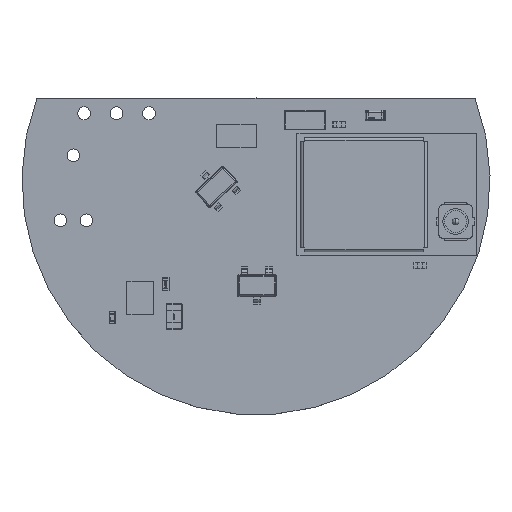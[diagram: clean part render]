
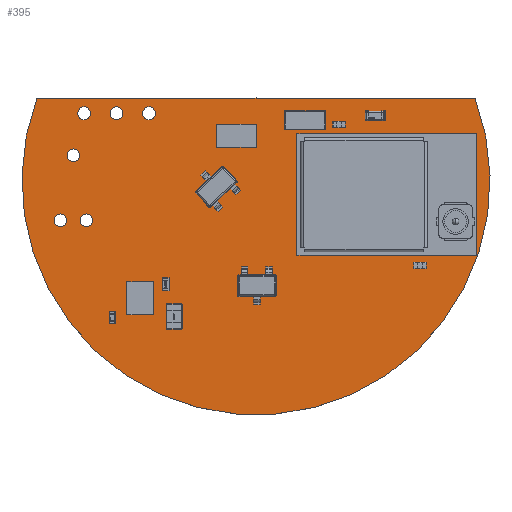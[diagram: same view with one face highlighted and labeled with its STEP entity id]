
A CAD part, top view. The second image highlights one B-rep face of the part: STEP entity #395.
In plain terms, the highlighted planar face has unit normal (0, 0, 1).
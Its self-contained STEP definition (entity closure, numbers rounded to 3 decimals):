
#112 = VERTEX_POINT('',#113);
#113 = CARTESIAN_POINT('',(0.,0.,1.42));
#119 = EDGE_CURVE('',#112,#120,#122,.T.);
#120 = VERTEX_POINT('',#121);
#121 = CARTESIAN_POINT('',(34.25,0.,1.42));
#122 = CIRCLE('',#123,18.3);
#123 = AXIS2_PLACEMENT_3D('',#124,#125,#126);
#124 = CARTESIAN_POINT('',(17.125,-6.452,1.42));
#125 = DIRECTION('',(0.,0.,1.));
#126 = DIRECTION('',(-0.936,0.353,-0.));
#152 = EDGE_CURVE('',#120,#112,#153,.T.);
#153 = LINE('',#154,#155);
#154 = CARTESIAN_POINT('',(34.25,0.,1.42));
#155 = VECTOR('',#156,1.);
#156 = DIRECTION('',(-1.,0.,0.));
#176 = VERTEX_POINT('',#177);
#177 = CARTESIAN_POINT('',(2.329,-9.54,1.42));
#183 = EDGE_CURVE('',#176,#176,#184,.T.);
#184 = CIRCLE('',#185,0.495);
#185 = AXIS2_PLACEMENT_3D('',#186,#187,#188);
#186 = CARTESIAN_POINT('',(1.834,-9.54,1.42));
#187 = DIRECTION('',(0.,0.,1.));
#188 = DIRECTION('',(1.,0.,-0.));
#209 = VERTEX_POINT('',#210);
#210 = CARTESIAN_POINT('',(3.345,-4.46,1.42));
#216 = EDGE_CURVE('',#209,#209,#217,.T.);
#217 = CIRCLE('',#218,0.495);
#218 = AXIS2_PLACEMENT_3D('',#219,#220,#221);
#219 = CARTESIAN_POINT('',(2.85,-4.46,1.42));
#220 = DIRECTION('',(0.,0.,1.));
#221 = DIRECTION('',(1.,0.,-0.));
#242 = VERTEX_POINT('',#243);
#243 = CARTESIAN_POINT('',(4.18,-1.173,1.42));
#249 = EDGE_CURVE('',#242,#242,#250,.T.);
#250 = CIRCLE('',#251,0.5);
#251 = AXIS2_PLACEMENT_3D('',#252,#253,#254);
#252 = CARTESIAN_POINT('',(3.68,-1.173,1.42));
#253 = DIRECTION('',(0.,0.,1.));
#254 = DIRECTION('',(1.,0.,-0.));
#275 = VERTEX_POINT('',#276);
#276 = CARTESIAN_POINT('',(4.361,-9.54,1.42));
#282 = EDGE_CURVE('',#275,#275,#283,.T.);
#283 = CIRCLE('',#284,0.495);
#284 = AXIS2_PLACEMENT_3D('',#285,#286,#287);
#285 = CARTESIAN_POINT('',(3.866,-9.54,1.42));
#286 = DIRECTION('',(0.,0.,1.));
#287 = DIRECTION('',(1.,0.,-0.));
#308 = VERTEX_POINT('',#309);
#309 = CARTESIAN_POINT('',(6.72,-1.173,1.42));
#315 = EDGE_CURVE('',#308,#308,#316,.T.);
#316 = CIRCLE('',#317,0.5);
#317 = AXIS2_PLACEMENT_3D('',#318,#319,#320);
#318 = CARTESIAN_POINT('',(6.22,-1.173,1.42));
#319 = DIRECTION('',(0.,0.,1.));
#320 = DIRECTION('',(1.,0.,-0.));
#341 = VERTEX_POINT('',#342);
#342 = CARTESIAN_POINT('',(9.26,-1.173,1.42));
#348 = EDGE_CURVE('',#341,#341,#349,.T.);
#349 = CIRCLE('',#350,0.5);
#350 = AXIS2_PLACEMENT_3D('',#351,#352,#353);
#351 = CARTESIAN_POINT('',(8.76,-1.173,1.42));
#352 = DIRECTION('',(0.,0.,1.));
#353 = DIRECTION('',(1.,0.,-0.));
#395 = ADVANCED_FACE('',(#396,#400,#403,#406,#409,#412,#415),#418,.T.);
#396 = FACE_BOUND('',#397,.T.);
#397 = EDGE_LOOP('',(#398,#399));
#398 = ORIENTED_EDGE('',*,*,#119,.T.);
#399 = ORIENTED_EDGE('',*,*,#152,.T.);
#400 = FACE_BOUND('',#401,.T.);
#401 = EDGE_LOOP('',(#402));
#402 = ORIENTED_EDGE('',*,*,#183,.F.);
#403 = FACE_BOUND('',#404,.T.);
#404 = EDGE_LOOP('',(#405));
#405 = ORIENTED_EDGE('',*,*,#216,.F.);
#406 = FACE_BOUND('',#407,.T.);
#407 = EDGE_LOOP('',(#408));
#408 = ORIENTED_EDGE('',*,*,#249,.F.);
#409 = FACE_BOUND('',#410,.T.);
#410 = EDGE_LOOP('',(#411));
#411 = ORIENTED_EDGE('',*,*,#282,.F.);
#412 = FACE_BOUND('',#413,.T.);
#413 = EDGE_LOOP('',(#414));
#414 = ORIENTED_EDGE('',*,*,#315,.F.);
#415 = FACE_BOUND('',#416,.T.);
#416 = EDGE_LOOP('',(#417));
#417 = ORIENTED_EDGE('',*,*,#348,.F.);
#418 = PLANE('',#419);
#419 = AXIS2_PLACEMENT_3D('',#420,#421,#422);
#420 = CARTESIAN_POINT('',(17.125,-9.251,1.42));
#421 = DIRECTION('',(0.,0.,1.));
#422 = DIRECTION('',(1.,0.,-0.));
